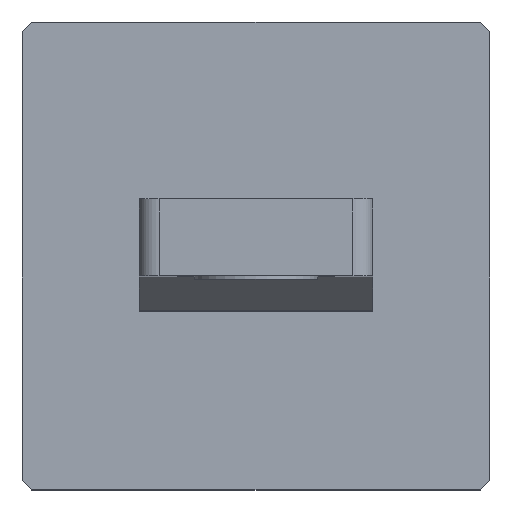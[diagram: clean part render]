
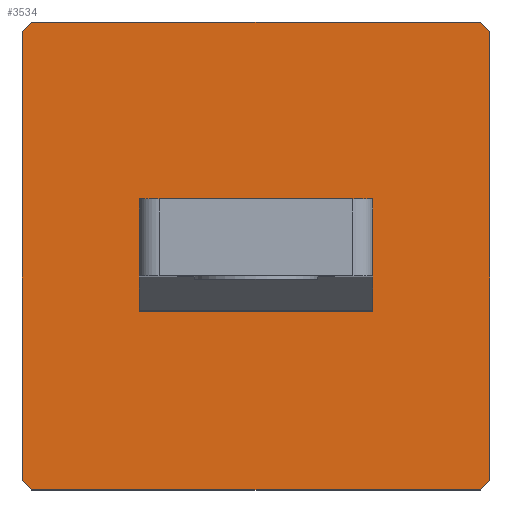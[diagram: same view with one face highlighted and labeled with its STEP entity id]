
A CAD part, top view. The second image highlights one B-rep face of the part: STEP entity #3534.
In plain terms, the highlighted planar face has unit normal (0, 0, 1).
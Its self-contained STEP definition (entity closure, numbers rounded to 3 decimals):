
#34=DIRECTION('',(1.,0.,0.));
#35=VECTOR('',#34,35.);
#36=CARTESIAN_POINT('',(-17.5,-8.25,0.));
#37=LINE('',#36,#35);
#58=DIRECTION('',(0.,1.,0.));
#59=VECTOR('',#58,16.5);
#60=CARTESIAN_POINT('',(-17.5,-8.25,0.));
#61=LINE('',#60,#59);
#74=CARTESIAN_POINT('',(0.,0.,0.));
#75=DIRECTION('',(0.,0.,1.));
#76=DIRECTION('',(0.722,0.692,0.));
#77=AXIS2_PLACEMENT_3D('',#74,#75,#76);
#79=DIRECTION('',(0.,1.,0.));
#80=VECTOR('',#79,67.149);
#81=CARTESIAN_POINT('',(35.,-33.575,0.));
#82=LINE('',#81,#80);
#83=CARTESIAN_POINT('',(0.,0.,0.));
#84=DIRECTION('',(0.,0.,1.));
#85=DIRECTION('',(0.692,-0.722,0.));
#86=AXIS2_PLACEMENT_3D('',#83,#84,#85);
#88=DIRECTION('',(1.,0.,0.));
#89=VECTOR('',#88,67.149);
#90=CARTESIAN_POINT('',(-33.575,-35.,0.));
#91=LINE('',#90,#89);
#92=CARTESIAN_POINT('',(0.,0.,0.));
#93=DIRECTION('',(0.,0.,1.));
#94=DIRECTION('',(-0.722,-0.692,0.));
#95=AXIS2_PLACEMENT_3D('',#92,#93,#94);
#97=DIRECTION('',(0.,-1.,0.));
#98=VECTOR('',#97,67.149);
#99=CARTESIAN_POINT('',(-35.,33.575,0.));
#100=LINE('',#99,#98);
#101=CARTESIAN_POINT('',(0.,0.,0.));
#102=DIRECTION('',(0.,0.,1.));
#103=DIRECTION('',(-0.692,0.722,0.));
#104=AXIS2_PLACEMENT_3D('',#101,#102,#103);
#106=DIRECTION('',(-1.,0.,0.));
#107=VECTOR('',#106,67.149);
#108=CARTESIAN_POINT('',(33.575,35.,0.));
#109=LINE('',#108,#107);
#2060=DIRECTION('',(0.,1.,0.));
#2061=VECTOR('',#2060,16.5);
#2062=CARTESIAN_POINT('',(17.5,-8.25,0.));
#2063=LINE('',#2062,#2061);
#2112=DIRECTION('',(1.,0.,0.));
#2113=VECTOR('',#2112,35.);
#2114=CARTESIAN_POINT('',(-17.5,8.25,0.));
#2115=LINE('',#2114,#2113);
#2936=CARTESIAN_POINT('',(35.,33.575,0.));
#2937=CARTESIAN_POINT('',(33.575,35.,0.));
#2938=VERTEX_POINT('',#2936);
#2939=VERTEX_POINT('',#2937);
#2940=CARTESIAN_POINT('',(-33.575,35.,0.));
#2941=CARTESIAN_POINT('',(-35.,33.575,0.));
#2942=VERTEX_POINT('',#2940);
#2943=VERTEX_POINT('',#2941);
#2944=CARTESIAN_POINT('',(-35.,-33.575,0.));
#2945=CARTESIAN_POINT('',(-33.575,-35.,0.));
#2946=VERTEX_POINT('',#2944);
#2947=VERTEX_POINT('',#2945);
#2948=CARTESIAN_POINT('',(33.575,-35.,0.));
#2949=CARTESIAN_POINT('',(35.,-33.575,0.));
#2950=VERTEX_POINT('',#2948);
#2951=VERTEX_POINT('',#2949);
#2992=CARTESIAN_POINT('',(-17.5,-8.25,0.));
#2993=CARTESIAN_POINT('',(17.5,-8.25,0.));
#2994=VERTEX_POINT('',#2992);
#2995=VERTEX_POINT('',#2993);
#2996=CARTESIAN_POINT('',(-17.5,8.25,0.));
#2997=CARTESIAN_POINT('',(17.5,8.25,0.));
#2998=VERTEX_POINT('',#2996);
#2999=VERTEX_POINT('',#2997);
#3503=CARTESIAN_POINT('',(0.,0.,0.));
#3504=DIRECTION('',(0.,0.,1.));
#3505=DIRECTION('',(-1.,0.,0.));
#3506=AXIS2_PLACEMENT_3D('',#3503,#3504,#3505);
#3507=PLANE('',#3506);
#3509=ORIENTED_EDGE('',*,*,#3508,.F.);
#3511=ORIENTED_EDGE('',*,*,#3510,.F.);
#3513=ORIENTED_EDGE('',*,*,#3512,.F.);
#3515=ORIENTED_EDGE('',*,*,#3514,.F.);
#3517=ORIENTED_EDGE('',*,*,#3516,.F.);
#3519=ORIENTED_EDGE('',*,*,#3518,.F.);
#3521=ORIENTED_EDGE('',*,*,#3520,.F.);
#3523=ORIENTED_EDGE('',*,*,#3522,.F.);
#3524=EDGE_LOOP('',(#3509,#3511,#3513,#3515,#3517,#3519,#3521,#3523));
#3525=FACE_OUTER_BOUND('',#3524,.F.);
#3526=ORIENTED_EDGE('',*,*,#3453,.T.);
#3528=ORIENTED_EDGE('',*,*,#3527,.T.);
#3530=ORIENTED_EDGE('',*,*,#3529,.F.);
#3531=ORIENTED_EDGE('',*,*,#3482,.F.);
#3532=EDGE_LOOP('',(#3526,#3528,#3530,#3531));
#3533=FACE_BOUND('',#3532,.F.);
#3534=ADVANCED_FACE('',(#3525,#3533),#3507,.T.);
#78=CIRCLE('',#77,48.5);
#87=CIRCLE('',#86,48.5);
#96=CIRCLE('',#95,48.5);
#105=CIRCLE('',#104,48.5);
#3453=EDGE_CURVE('',#2994,#2995,#37,.T.);
#3482=EDGE_CURVE('',#2994,#2998,#61,.T.);
#3508=EDGE_CURVE('',#2938,#2939,#78,.T.);
#3510=EDGE_CURVE('',#2951,#2938,#82,.T.);
#3512=EDGE_CURVE('',#2950,#2951,#87,.T.);
#3514=EDGE_CURVE('',#2947,#2950,#91,.T.);
#3516=EDGE_CURVE('',#2946,#2947,#96,.T.);
#3518=EDGE_CURVE('',#2943,#2946,#100,.T.);
#3520=EDGE_CURVE('',#2942,#2943,#105,.T.);
#3522=EDGE_CURVE('',#2939,#2942,#109,.T.);
#3527=EDGE_CURVE('',#2995,#2999,#2063,.T.);
#3529=EDGE_CURVE('',#2998,#2999,#2115,.T.);
